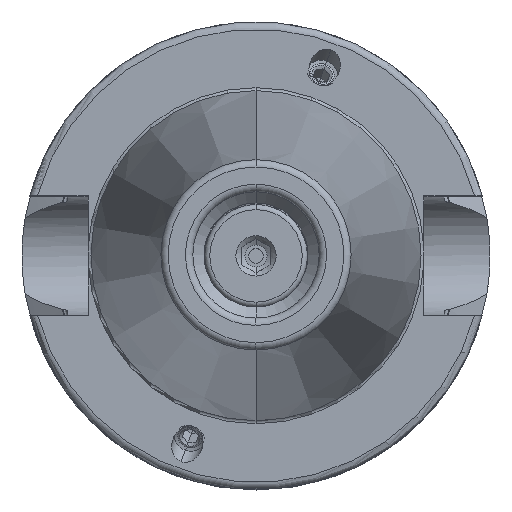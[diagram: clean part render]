
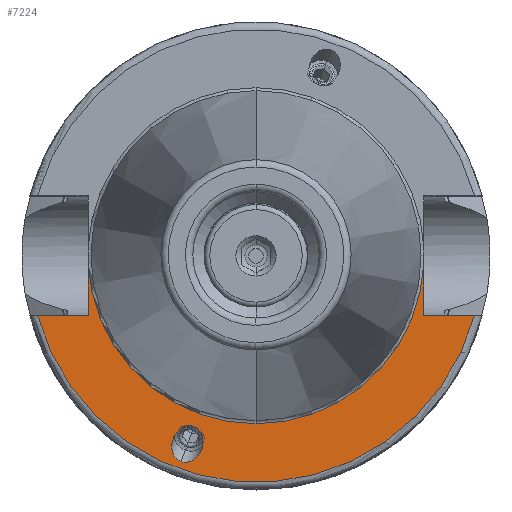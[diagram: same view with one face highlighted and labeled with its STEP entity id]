
A CAD part, top view. The second image highlights one B-rep face of the part: STEP entity #7224.
In plain terms, the highlighted planar face has unit normal (0, 0, 1).
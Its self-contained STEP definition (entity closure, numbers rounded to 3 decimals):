
#1130=DIRECTION('',(1,0,0));
#1131=VECTOR('',#1130,6.818);
#1132=CARTESIAN_POINT('',(-29.418,-8.05,25));
#1133=LINE('',#1132,#1131);
#1134=DIRECTION('',(0,1,0));
#1135=VECTOR('',#1134,6.987);
#1136=CARTESIAN_POINT('',(-22.6,-8.05,25));
#1137=LINE('',#1136,#1135);
#1138=DIRECTION('',(0,-1,0));
#1139=VECTOR('',#1138,6.987);
#1140=CARTESIAN_POINT('',(22.6,-1.063,25));
#1141=LINE('',#1140,#1139);
#1142=DIRECTION('',(-1,0,0));
#1143=VECTOR('',#1142,6.818);
#1144=CARTESIAN_POINT('',(29.418,-8.05,25));
#1145=LINE('',#1144,#1143);
#1190=CARTESIAN_POINT('',(-8.379,-23.02,25));
#1191=CARTESIAN_POINT('',(-8.606,-22.937,25));
#1192=CARTESIAN_POINT('',(-9.133,-22.859,25));
#1193=CARTESIAN_POINT('',(-10.014,-23.149,25));
#1194=CARTESIAN_POINT('',(-10.635,-23.711,25));
#1195=CARTESIAN_POINT('',(-10.986,-24.253,25));
#1196=CARTESIAN_POINT('',(-11.171,-24.667,25));
#1197=CARTESIAN_POINT('',(-11.295,-25.103,25));
#1198=CARTESIAN_POINT('',(-11.375,-25.744,25));
#1199=CARTESIAN_POINT('',(-11.261,-26.573,25));
#1200=CARTESIAN_POINT('',(-10.771,-27.362,25));
#1201=CARTESIAN_POINT('',(-10.318,-27.641,25));
#1202=CARTESIAN_POINT('',(-10.09,-27.723,25));
#1204=CARTESIAN_POINT('',(-10.09,-27.723,25));
#1205=CARTESIAN_POINT('',(-9.863,-27.806,25));
#1206=CARTESIAN_POINT('',(-9.337,-27.884,25));
#1207=CARTESIAN_POINT('',(-8.455,-27.594,25));
#1208=CARTESIAN_POINT('',(-7.834,-27.033,25));
#1209=CARTESIAN_POINT('',(-7.483,-26.49,25));
#1210=CARTESIAN_POINT('',(-7.298,-26.077,25));
#1211=CARTESIAN_POINT('',(-7.174,-25.641,25));
#1212=CARTESIAN_POINT('',(-7.094,-25.,25));
#1213=CARTESIAN_POINT('',(-7.208,-24.17,25));
#1214=CARTESIAN_POINT('',(-7.698,-23.381,25));
#1215=CARTESIAN_POINT('',(-8.152,-23.103,25));
#1216=CARTESIAN_POINT('',(-8.379,-23.02,25));
#1239=CARTESIAN_POINT('',(0,0,25));
#1240=DIRECTION('',(0,0,1));
#1241=DIRECTION('',(-0.999,-0.047,0));
#1242=AXIS2_PLACEMENT_3D('',#1239,#1240,#1241);
#1250=CARTESIAN_POINT('',(0,0,25));
#1251=DIRECTION('',(0,0,-1));
#1252=DIRECTION('',(0.999,-0.047,0));
#1253=AXIS2_PLACEMENT_3D('',#1250,#1251,#1252);
#1290=CARTESIAN_POINT('',(0,0,25));
#1291=DIRECTION('',(0,0,1));
#1292=DIRECTION('',(-0.965,-0.264,0));
#1293=AXIS2_PLACEMENT_3D('',#1290,#1291,#1292);
#4755=CARTESIAN_POINT('',(-29.418,-8.05,25));
#4756=CARTESIAN_POINT('',(-22.6,-8.05,25));
#4757=VERTEX_POINT('',#4755);
#4758=VERTEX_POINT('',#4756);
#4759=CARTESIAN_POINT('',(-22.6,-1.063,25));
#4760=VERTEX_POINT('',#4759);
#4771=CARTESIAN_POINT('',(22.6,-1.063,25));
#4772=CARTESIAN_POINT('',(22.6,-8.05,25));
#4773=VERTEX_POINT('',#4771);
#4774=VERTEX_POINT('',#4772);
#4775=CARTESIAN_POINT('',(29.418,-8.05,25));
#4776=VERTEX_POINT('',#4775);
#4831=CARTESIAN_POINT('',(0,-22.625,25));
#4833=VERTEX_POINT('',#4831);
#4898=CARTESIAN_POINT('',(-8.379,-23.02,25));
#4900=VERTEX_POINT('',#4898);
#4906=CARTESIAN_POINT('',(-10.09,-27.723,25));
#4907=VERTEX_POINT('',#4906);
#7200=CARTESIAN_POINT('',(0,0,25));
#7201=DIRECTION('',(0,0,-1));
#7202=DIRECTION('',(0,-1,0));
#7203=AXIS2_PLACEMENT_3D('',#7200,#7201,#7202);
#7204=PLANE('',#7203);
#7205=ORIENTED_EDGE('',*,*,#7185,.T.);
#7206=ORIENTED_EDGE('',*,*,#6980,.T.);
#7208=ORIENTED_EDGE('',*,*,#7207,.T.);
#7210=ORIENTED_EDGE('',*,*,#7209,.F.);
#7212=ORIENTED_EDGE('',*,*,#7211,.T.);
#7213=ORIENTED_EDGE('',*,*,#7143,.F.);
#7215=ORIENTED_EDGE('',*,*,#7214,.F.);
#7216=EDGE_LOOP('',(#7205,#7206,#7208,#7210,#7212,#7213,#7215));
#7217=FACE_OUTER_BOUND('',#7216,.F.);
#7219=ORIENTED_EDGE('',*,*,#7218,.T.);
#7221=ORIENTED_EDGE('',*,*,#7220,.T.);
#7222=EDGE_LOOP('',(#7219,#7221));
#7223=FACE_BOUND('',#7222,.F.);
#7224=ADVANCED_FACE('',(#7217,#7223),#7204,.F.);
#1203=B_SPLINE_CURVE_WITH_KNOTS('',3,(#1190,#1191,#1192,#1193,#1194,#1195,#1196,
#1197,#1198,#1199,#1200,#1201,#1202),.UNSPECIFIED.,.F.,.F.,(4,1,1,1,1,1,1,1,1,1,
4),(0,0.125,0.25,0.375,0.438,0.5,0.563,0.625,0.75,0.875,
1.0),.UNSPECIFIED.);
#1217=B_SPLINE_CURVE_WITH_KNOTS('',3,(#1204,#1205,#1206,#1207,#1208,#1209,#1210,
#1211,#1212,#1213,#1214,#1215,#1216),.UNSPECIFIED.,.F.,.F.,(4,1,1,1,1,1,1,1,1,1,
4),(0,0.125,0.25,0.375,0.438,0.5,0.563,0.625,0.75,0.875,
1.0),.UNSPECIFIED.);
#1243=CIRCLE('',#1242,22.625);
#1254=CIRCLE('',#1253,22.625);
#1294=CIRCLE('',#1293,30.5);
#6980=EDGE_CURVE('',#4758,#4760,#1137,.T.);
#7143=EDGE_CURVE('',#4776,#4774,#1145,.T.);
#7185=EDGE_CURVE('',#4757,#4758,#1133,.T.);
#7207=EDGE_CURVE('',#4760,#4833,#1243,.T.);
#7209=EDGE_CURVE('',#4773,#4833,#1254,.T.);
#7211=EDGE_CURVE('',#4773,#4774,#1141,.T.);
#7214=EDGE_CURVE('',#4757,#4776,#1294,.T.);
#7218=EDGE_CURVE('',#4900,#4907,#1203,.T.);
#7220=EDGE_CURVE('',#4907,#4900,#1217,.T.);
